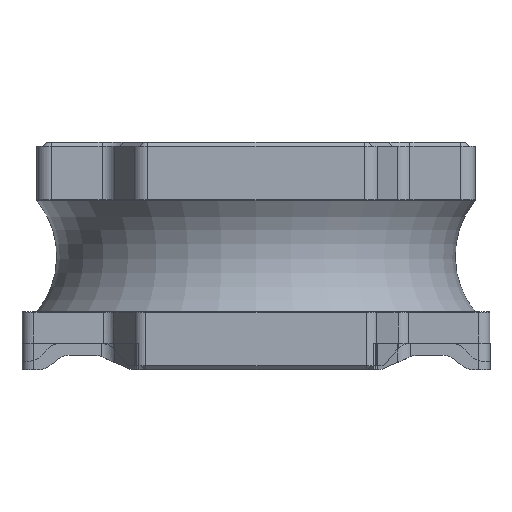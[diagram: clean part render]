
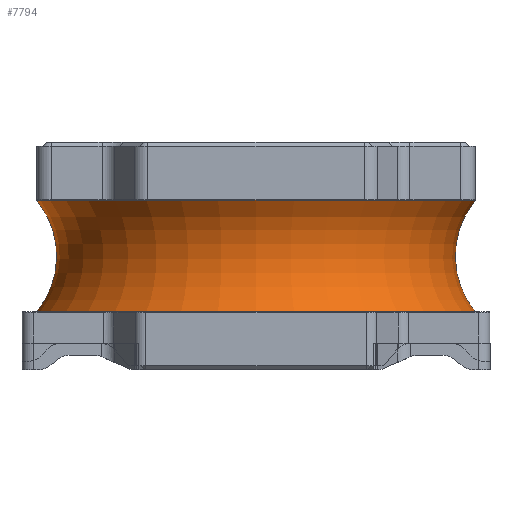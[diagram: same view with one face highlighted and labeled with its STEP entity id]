
A CAD part, left-side view. The second image highlights one B-rep face of the part: STEP entity #7794.
In plain terms, the highlighted toroidal (fillet/blend) face has major radius 4.911 mm and minor radius 1.5 mm.
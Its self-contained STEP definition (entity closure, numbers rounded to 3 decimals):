
#81=TOROIDAL_SURFACE('',#8425,4.911,1.5);
#610=CIRCLE('',#8422,3.75);
#611=CIRCLE('',#8424,3.75);
#2441=ORIENTED_EDGE('',*,*,#3335,.F.);
#2442=ORIENTED_EDGE('',*,*,#3334,.T.);
#3334=EDGE_CURVE('',#3921,#3921,#610,.T.);
#3335=EDGE_CURVE('',#3922,#3922,#611,.T.);
#3921=VERTEX_POINT('',#14138);
#3922=VERTEX_POINT('',#14141);
#5223=EDGE_LOOP('',(#2441));
#5224=EDGE_LOOP('',(#2442));
#5615=FACE_BOUND('',#5223,.T.);
#5616=FACE_BOUND('',#5224,.T.);
#7794=ADVANCED_FACE('',(#5615,#5616),#81,.F.);
#8422=AXIS2_PLACEMENT_3D('',#14137,#10096,#10097);
#8424=AXIS2_PLACEMENT_3D('',#14140,#10100,#10101);
#8425=AXIS2_PLACEMENT_3D('',#14142,#10102,#10103);
#10096=DIRECTION('',(0.,0.,-1.));
#10097=DIRECTION('',(1.,0.,0.));
#10100=DIRECTION('',(0.,0.,-1.));
#10101=DIRECTION('',(1.,0.,0.));
#10102=DIRECTION('',(0.,0.,-1.));
#10103=DIRECTION('',(-1.,0.,0.));
#14137=CARTESIAN_POINT('',(0.,0.,0.95));
#14138=CARTESIAN_POINT('',(3.75,0.,0.95));
#14140=CARTESIAN_POINT('',(0.,0.,-0.95));
#14141=CARTESIAN_POINT('',(3.75,0.,-0.95));
#14142=CARTESIAN_POINT('',(0.,0.,0.));
